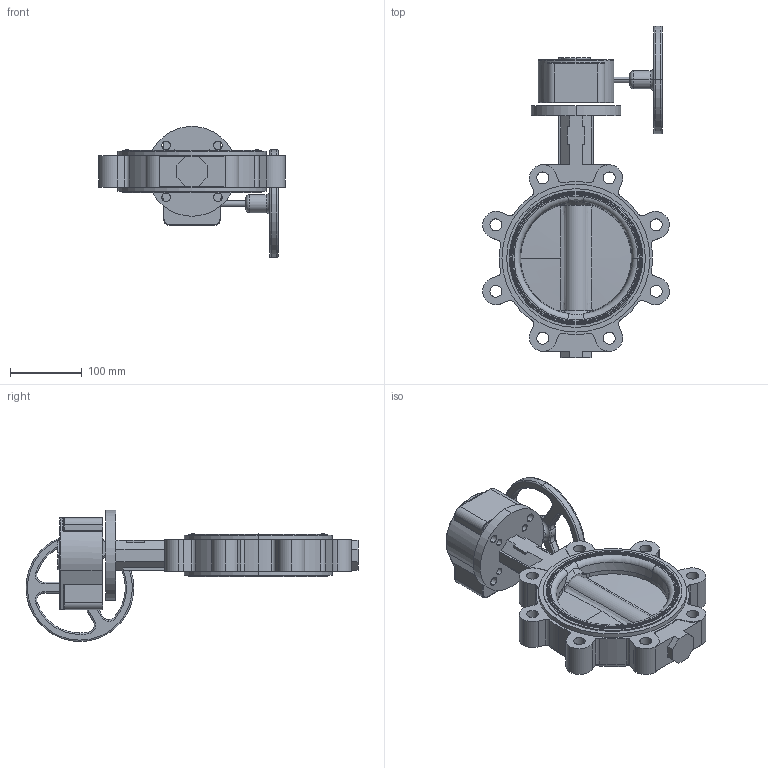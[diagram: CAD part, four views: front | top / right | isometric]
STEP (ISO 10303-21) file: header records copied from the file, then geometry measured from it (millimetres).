
FILE_DESCRIPTION (( 'STEP AP214' ), '1' );
FILE_NAME ('NS-0600-LUG-GEAR.step', '2019-03-07T20:52:43', ( '' ), ( '' ), 'SwSTEP 2.0', 'SolidWorks 2019', '' );
FILE_SCHEMA (( 'AUTOMOTIVE_DESIGN' ));
Length unit declared in the file: inch
Products named in the file (1): NS-0600-LUG-GEAR
Bounding box: 259.71 x 462 x 182.5 mm (x, y, z)
Surface area: 308538.8 mm2 (no closed solid volume)
Topology: 0 solids, 5 shells, 388 faces, 1031 edges, 652 vertices
Faces by surface type: cylinder 167, plane 93, torus 80, bspline 30, cone 18
Entity records: 22319 total; most frequent: CARTESIAN_POINT 7488, DIRECTION 2150, ORIENTED_EDGE 1988, EDGE_CURVE 1031, AXIS2_PLACEMENT_3D 880, VERTEX_POINT 652, CIRCLE 521, EDGE_LOOP 444
